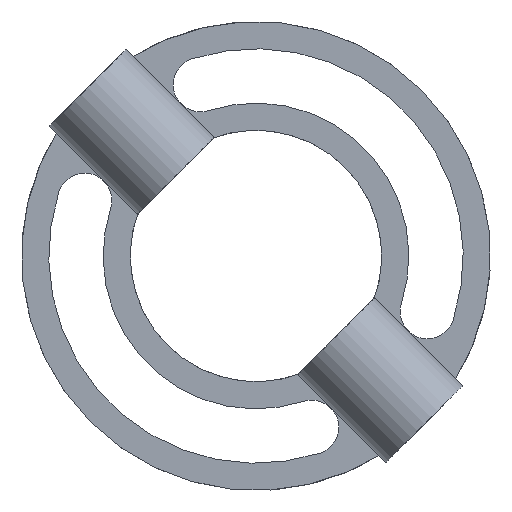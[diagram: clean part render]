
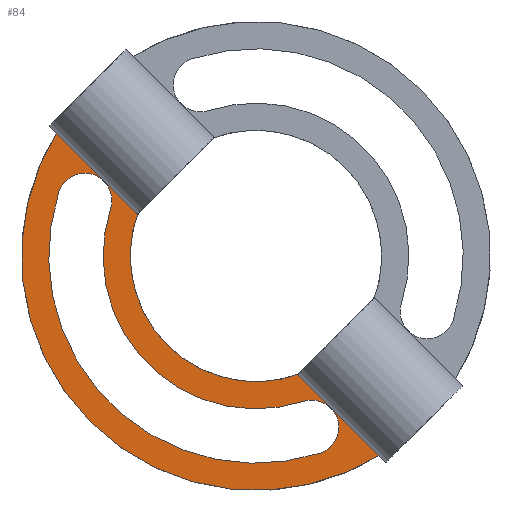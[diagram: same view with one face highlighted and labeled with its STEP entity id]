
A CAD part, front view. The second image highlights one B-rep face of the part: STEP entity #84.
In plain terms, the highlighted planar face has unit normal (0, -1, 0).
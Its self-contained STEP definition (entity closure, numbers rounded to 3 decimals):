
#84 = ADVANCED_FACE( '', ( #124, #125 ), #126, .F. );
#124 = FACE_OUTER_BOUND( '', #191, .T. );
#125 = FACE_BOUND( '', #192, .T. );
#126 = PLANE( '', #193 );
#191 = EDGE_LOOP( '', ( #304, #305, #306, #307 ) );
#192 = EDGE_LOOP( '', ( #308, #309, #310, #311 ) );
#193 = AXIS2_PLACEMENT_3D( '', #312, #313, #314 );
#304 = ORIENTED_EDGE( '', *, *, #483, .F. );
#305 = ORIENTED_EDGE( '', *, *, #480, .F. );
#306 = ORIENTED_EDGE( '', *, *, #470, .F. );
#307 = ORIENTED_EDGE( '', *, *, #484, .T. );
#308 = ORIENTED_EDGE( '', *, *, #485, .T. );
#309 = ORIENTED_EDGE( '', *, *, #486, .T. );
#310 = ORIENTED_EDGE( '', *, *, #487, .T. );
#311 = ORIENTED_EDGE( '', *, *, #488, .T. );
#312 = CARTESIAN_POINT( '', ( 0., 3., 0. ) );
#313 = DIRECTION( '', ( 0., 1., 0. ) );
#314 = DIRECTION( '', ( 0., 0., 1. ) );
#470 = EDGE_CURVE( '', #552, #554, #555, .F. );
#480 = EDGE_CURVE( '', #554, #572, #573, .T. );
#483 = EDGE_CURVE( '', #572, #576, #577, .F. );
#484 = EDGE_CURVE( '', #552, #576, #578, .T. );
#485 = EDGE_CURVE( '', #579, #580, #581, .T. );
#486 = EDGE_CURVE( '', #580, #582, #583, .T. );
#487 = EDGE_CURVE( '', #582, #584, #585, .T. );
#488 = EDGE_CURVE( '', #584, #579, #586, .T. );
#552 = VERTEX_POINT( '', #703 );
#554 = VERTEX_POINT( '', #722 );
#555 = LINE( '', #723, #724 );
#572 = VERTEX_POINT( '', #788 );
#573 = CIRCLE( '', #789, 34.5 );
#576 = VERTEX_POINT( '', #807 );
#577 = LINE( '', #808, #809 );
#578 = CIRCLE( '', #810, 18.5 );
#579 = VERTEX_POINT( '', #811 );
#580 = VERTEX_POINT( '', #812 );
#581 = CIRCLE( '', #813, 4. );
#582 = VERTEX_POINT( '', #814 );
#583 = CIRCLE( '', #815, 30.5 );
#584 = VERTEX_POINT( '', #816 );
#585 = CIRCLE( '', #817, 4. );
#586 = CIRCLE( '', #818, 22.5 );
#703 = CARTESIAN_POINT( '', ( 6.74, 3., -17.228 ) );
#722 = CARTESIAN_POINT( '', ( 18.581, 3., -29.069 ) );
#723 = CARTESIAN_POINT( '', ( 19.505, 3., -29.993 ) );
#724 = VECTOR( '', #919, 1000. );
#788 = CARTESIAN_POINT( '', ( -29.069, 3., 18.581 ) );
#789 = AXIS2_PLACEMENT_3D( '', #934, #935, #936 );
#807 = CARTESIAN_POINT( '', ( -17.228, 3., 6.74 ) );
#808 = CARTESIAN_POINT( '', ( 19.505, 3., -29.993 ) );
#809 = VECTOR( '', #940, 1000. );
#810 = AXIS2_PLACEMENT_3D( '', #941, #942, #943 );
#811 = CARTESIAN_POINT( '', ( 6.953, 3., -21.399 ) );
#812 = CARTESIAN_POINT( '', ( 9.425, 3., -29.007 ) );
#813 = AXIS2_PLACEMENT_3D( '', #944, #945, #946 );
#814 = CARTESIAN_POINT( '', ( -29.007, 3., 9.425 ) );
#815 = AXIS2_PLACEMENT_3D( '', #947, #948, #949 );
#816 = CARTESIAN_POINT( '', ( -21.399, 3., 6.953 ) );
#817 = AXIS2_PLACEMENT_3D( '', #950, #951, #952 );
#818 = AXIS2_PLACEMENT_3D( '', #953, #954, #955 );
#919 = DIRECTION( '', ( -0.707, 0., 0.707 ) );
#934 = CARTESIAN_POINT( '', ( 0., 3., 0. ) );
#935 = DIRECTION( '', ( 0., 1., 0. ) );
#936 = DIRECTION( '', ( 1., 0., 0. ) );
#940 = DIRECTION( '', ( -0.707, 0., 0.707 ) );
#941 = CARTESIAN_POINT( '', ( 0., 3., 0. ) );
#942 = DIRECTION( '', ( 0., 1., 0. ) );
#943 = DIRECTION( '', ( 1., 0., 0. ) );
#944 = CARTESIAN_POINT( '', ( 8.189, 3., -25.203 ) );
#945 = DIRECTION( '', ( 0., 1., 0. ) );
#946 = DIRECTION( '', ( -1., 0., 0. ) );
#947 = CARTESIAN_POINT( '', ( 0., 3., 0. ) );
#948 = DIRECTION( '', ( 0., 1., 0. ) );
#949 = DIRECTION( '', ( 1., 0., 0. ) );
#950 = CARTESIAN_POINT( '', ( -25.203, 3., 8.189 ) );
#951 = DIRECTION( '', ( 0., 1., 0. ) );
#952 = DIRECTION( '', ( -1., 0., 0. ) );
#953 = CARTESIAN_POINT( '', ( 0., 3., 0. ) );
#954 = DIRECTION( '', ( 0., -1., 0. ) );
#955 = DIRECTION( '', ( 1., 0., 0. ) );
